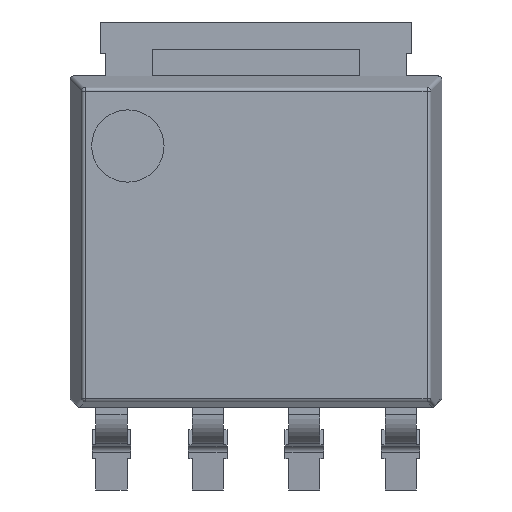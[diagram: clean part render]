
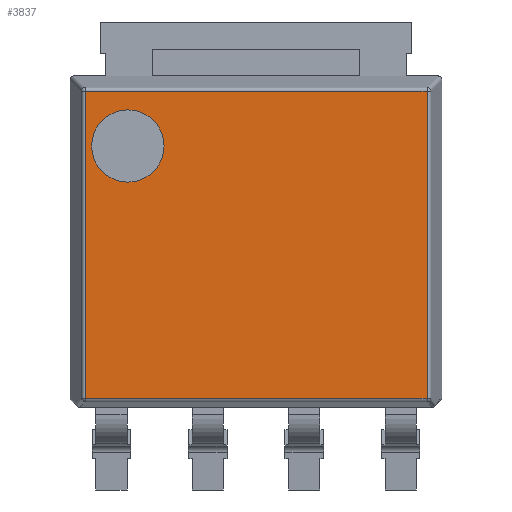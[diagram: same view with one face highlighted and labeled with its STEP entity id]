
A CAD part, top view. The second image highlights one B-rep face of the part: STEP entity #3837.
In plain terms, the highlighted planar face has unit normal (0, 0, 1).
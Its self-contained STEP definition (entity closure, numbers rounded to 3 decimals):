
#57=CIRCLE('',#4030,0.477);
#552=ORIENTED_EDGE('',*,*,#1223,.T.);
#553=ORIENTED_EDGE('',*,*,#1224,.T.);
#554=ORIENTED_EDGE('',*,*,#1225,.T.);
#555=ORIENTED_EDGE('',*,*,#1226,.T.);
#556=ORIENTED_EDGE('',*,*,#1227,.T.);
#1223=EDGE_CURVE('',#1569,#1570,#1863,.T.);
#1224=EDGE_CURVE('',#1570,#1571,#1864,.F.);
#1225=EDGE_CURVE('',#1571,#1572,#1865,.F.);
#1226=EDGE_CURVE('',#1572,#1569,#1866,.T.);
#1227=EDGE_CURVE('',#1573,#1573,#57,.T.);
#1569=VERTEX_POINT('',#5445);
#1570=VERTEX_POINT('',#5446);
#1571=VERTEX_POINT('',#5448);
#1572=VERTEX_POINT('',#5450);
#1573=VERTEX_POINT('',#5453);
#1863=LINE('',#5444,#2182);
#1864=LINE('',#5447,#2183);
#1865=LINE('',#5449,#2184);
#1866=LINE('',#5451,#2185);
#2182=VECTOR('',#4581,1000.);
#2183=VECTOR('',#4582,1000.);
#2184=VECTOR('',#4583,1000.);
#2185=VECTOR('',#4584,1000.);
#2370=EDGE_LOOP('',(#552,#553,#554,#555));
#2371=EDGE_LOOP('',(#556));
#2524=FACE_BOUND('',#2370,.T.);
#2525=FACE_BOUND('',#2371,.T.);
#2664=PLANE('',#4029);
#3837=ADVANCED_FACE('',(#2524,#2525),#2664,.F.);
#4029=AXIS2_PLACEMENT_3D('',#5443,#4579,#4580);
#4030=AXIS2_PLACEMENT_3D('',#5452,#4585,#4586);
#4579=DIRECTION('',(0.,0.,-1.));
#4580=DIRECTION('',(0.,1.,0.));
#4581=DIRECTION('',(-1.,0.,0.));
#4582=DIRECTION('',(0.,1.,0.));
#4583=DIRECTION('',(-1.,0.,0.));
#4584=DIRECTION('',(0.,1.,0.));
#4585=DIRECTION('',(0.,0.,-1.));
#4586=DIRECTION('',(1.,0.,0.));
#5443=CARTESIAN_POINT('',(2.45,4.21,1.05));
#5444=CARTESIAN_POINT('',(2.45,4.168,1.05));
#5445=CARTESIAN_POINT('',(2.253,4.168,1.05));
#5446=CARTESIAN_POINT('',(-2.253,4.168,1.05));
#5447=CARTESIAN_POINT('',(-2.253,4.21,1.05));
#5448=CARTESIAN_POINT('',(-2.253,0.122,1.05));
#5449=CARTESIAN_POINT('',(2.45,0.122,1.05));
#5450=CARTESIAN_POINT('',(2.253,0.122,1.05));
#5451=CARTESIAN_POINT('',(2.253,4.21,1.05));
#5452=CARTESIAN_POINT('',(-1.689,3.444,1.05));
#5453=CARTESIAN_POINT('',(-1.212,3.444,1.05));
